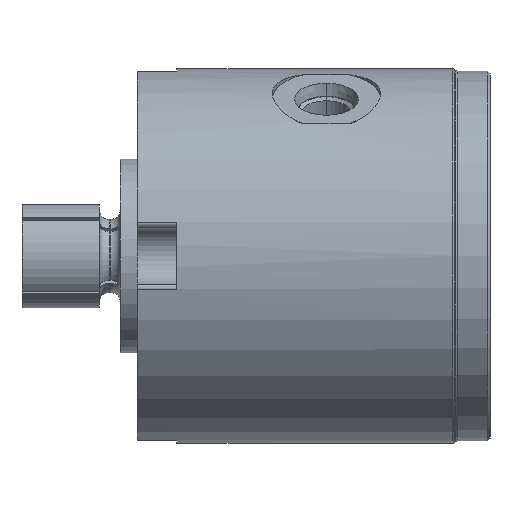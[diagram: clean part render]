
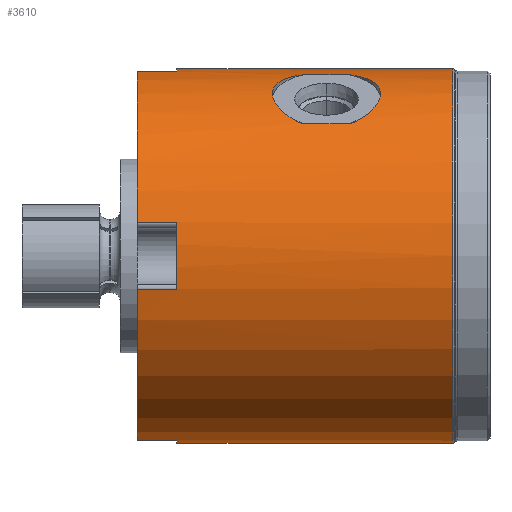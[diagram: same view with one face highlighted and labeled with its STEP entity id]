
A CAD part, top view. The second image highlights one B-rep face of the part: STEP entity #3610.
In plain terms, the highlighted cylindrical face has radius 36.271 mm (diameter 72.542 mm), a partial arc.
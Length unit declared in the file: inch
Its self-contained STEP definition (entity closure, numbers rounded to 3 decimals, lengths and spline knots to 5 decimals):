
#215=CARTESIAN_POINT('',(-1.41879,1.38067,0.36462));
#216=CARTESIAN_POINT('',(-1.43382,1.37883,0.37157));
#217=CARTESIAN_POINT('',(-1.4629,1.37461,0.38713));
#218=CARTESIAN_POINT('',(-1.50391,1.36631,0.4156));
#219=CARTESIAN_POINT('',(-1.54119,1.35592,0.44846));
#220=CARTESIAN_POINT('',(-1.57411,1.34333,0.48497));
#221=CARTESIAN_POINT('',(-1.60205,1.32853,0.52424));
#222=CARTESIAN_POINT('',(-1.62465,1.31155,0.56542));
#223=CARTESIAN_POINT('',(-1.64168,1.29252,0.60771));
#224=CARTESIAN_POINT('',(-1.65305,1.27157,0.65044));
#225=CARTESIAN_POINT('',(-1.65874,1.24887,0.69304));
#226=CARTESIAN_POINT('',(-1.65874,1.22462,0.73503));
#227=CARTESIAN_POINT('',(-1.65305,1.19908,0.77599));
#228=CARTESIAN_POINT('',(-1.64168,1.17256,0.8155));
#229=CARTESIAN_POINT('',(-1.62465,1.14545,0.85313));
#230=CARTESIAN_POINT('',(-1.60205,1.11827,0.88842));
#231=CARTESIAN_POINT('',(-1.57411,1.09166,0.92088));
#232=CARTESIAN_POINT('',(-1.54119,1.06634,0.95003));
#233=CARTESIAN_POINT('',(-1.50391,1.04307,0.97546));
#234=CARTESIAN_POINT('',(-1.4629,1.02257,0.99688));
#235=CARTESIAN_POINT('',(-1.43382,1.0112,1.00832));
#236=CARTESIAN_POINT('',(-1.41879,1.0061,1.01338));
#238=CARTESIAN_POINT('',(-1.07321,1.0061,1.01338));
#239=CARTESIAN_POINT('',(-1.05818,1.0112,1.00832));
#240=CARTESIAN_POINT('',(-1.0291,1.02257,0.99688));
#241=CARTESIAN_POINT('',(-0.98809,1.04307,
0.97546));
#242=CARTESIAN_POINT('',(-0.95081,1.06634,
0.95003));
#243=CARTESIAN_POINT('',(-0.91789,1.09166,
0.92088));
#244=CARTESIAN_POINT('',(-0.88995,1.11827,
0.88842));
#245=CARTESIAN_POINT('',(-0.86735,1.14545,
0.85313));
#246=CARTESIAN_POINT('',(-0.85032,1.17256,
0.8155));
#247=CARTESIAN_POINT('',(-0.83895,1.19908,
0.77599));
#248=CARTESIAN_POINT('',(-0.83326,1.22462,
0.73503));
#249=CARTESIAN_POINT('',(-0.83326,1.24887,
0.69304));
#250=CARTESIAN_POINT('',(-0.83895,1.27157,
0.65044));
#251=CARTESIAN_POINT('',(-0.85032,1.29252,
0.60771));
#252=CARTESIAN_POINT('',(-0.86735,1.31155,
0.56542));
#253=CARTESIAN_POINT('',(-0.88995,1.32853,
0.52424));
#254=CARTESIAN_POINT('',(-0.91789,1.34333,
0.48497));
#255=CARTESIAN_POINT('',(-0.95081,1.35592,
0.44846));
#256=CARTESIAN_POINT('',(-0.98809,1.36631,
0.4156));
#257=CARTESIAN_POINT('',(-1.0291,1.37461,0.38713));
#258=CARTESIAN_POINT('',(-1.05818,1.37883,0.37157));
#259=CARTESIAN_POINT('',(-1.07321,1.38067,0.36462));
#261=CARTESIAN_POINT('',(-0.28491,0.,0.));
#262=DIRECTION('',(-1.,0.,0.));
#263=DIRECTION('',(0.,-1.,0.));
#264=AXIS2_PLACEMENT_3D('',#261,#262,#263);
#266=CARTESIAN_POINT('',(-2.386,0.,0.));
#267=DIRECTION('',(1.,0.,0.));
#268=DIRECTION('',(0.,-0.984,0.178));
#269=AXIS2_PLACEMENT_3D('',#266,#267,#268);
#271=DIRECTION('',(1.,0.,0.));
#272=VECTOR('',#271,0.3);
#273=CARTESIAN_POINT('',(-2.686,-1.40517,0.25434));
#274=LINE('',#273,#272);
#275=DIRECTION('',(1.,0.,0.));
#276=VECTOR('',#275,0.3);
#277=CARTESIAN_POINT('',(-2.686,-0.25434,1.40517));
#278=LINE('',#277,#276);
#279=CARTESIAN_POINT('',(-2.386,0.,0.));
#280=DIRECTION('',(1.,0.,0.));
#281=DIRECTION('',(0.,0.178,0.984));
#282=AXIS2_PLACEMENT_3D('',#279,#280,#281);
#284=DIRECTION('',(1.,0.,0.));
#285=VECTOR('',#284,0.3);
#286=CARTESIAN_POINT('',(-2.686,0.25434,1.40517));
#287=LINE('',#286,#285);
#288=DIRECTION('',(1.,0.,0.));
#289=VECTOR('',#288,0.3);
#290=CARTESIAN_POINT('',(-2.686,1.40517,0.25434));
#291=LINE('',#290,#289);
#292=CARTESIAN_POINT('',(-2.386,0.,0.));
#293=DIRECTION('',(1.,0.,0.));
#294=DIRECTION('',(0.,1.,0.));
#295=AXIS2_PLACEMENT_3D('',#292,#293,#294);
#307=DIRECTION('',(1.,0.,0.));
#308=VECTOR('',#307,0.34558);
#309=CARTESIAN_POINT('',(-1.41879,1.38067,0.36462));
#310=LINE('',#309,#308);
#311=DIRECTION('',(1.,0.,0.));
#312=VECTOR('',#311,0.34558);
#313=CARTESIAN_POINT('',(-1.41879,1.0061,1.01338));
#314=LINE('',#313,#312);
#438=DIRECTION('',(-1.,0.,0.));
#439=VECTOR('',#438,2.10109);
#440=CARTESIAN_POINT('',(-0.28491,1.428,0.));
#441=LINE('',#440,#439);
#473=DIRECTION('',(-1.,0.,0.));
#474=VECTOR('',#473,2.10109);
#475=CARTESIAN_POINT('',(-0.28491,-1.428,0.));
#476=LINE('',#475,#474);
#687=CARTESIAN_POINT('',(-2.686,0.,0.));
#688=DIRECTION('',(1.,0.,0.));
#689=DIRECTION('',(0.,0.984,0.178));
#690=AXIS2_PLACEMENT_3D('',#687,#688,#689);
#715=CARTESIAN_POINT('',(-2.686,0.,0.));
#716=DIRECTION('',(1.,0.,0.));
#717=DIRECTION('',(0.,-0.178,0.984));
#718=AXIS2_PLACEMENT_3D('',#715,#716,#717);
#2744=CARTESIAN_POINT('',(-2.386,1.40517,0.25434));
#2745=VERTEX_POINT('',#2744);
#2772=CARTESIAN_POINT('',(-2.386,-0.25434,1.40517));
#2773=VERTEX_POINT('',#2772);
#2774=CARTESIAN_POINT('',(-2.386,0.25434,1.40517));
#2775=VERTEX_POINT('',#2774);
#2802=CARTESIAN_POINT('',(-2.386,-1.40517,0.25434));
#2803=VERTEX_POINT('',#2802);
#2812=CARTESIAN_POINT('',(-2.386,1.428,0.));
#2813=VERTEX_POINT('',#2812);
#2814=CARTESIAN_POINT('',(-2.686,1.40517,0.25434));
#2815=VERTEX_POINT('',#2814);
#2822=CARTESIAN_POINT('',(-2.686,-0.25434,1.40517));
#2823=VERTEX_POINT('',#2822);
#2824=CARTESIAN_POINT('',(-2.686,0.25434,1.40517));
#2825=VERTEX_POINT('',#2824);
#2830=CARTESIAN_POINT('',(-2.386,-1.428,0.));
#2831=VERTEX_POINT('',#2830);
#2832=CARTESIAN_POINT('',(-2.686,-1.40517,0.25434));
#2833=VERTEX_POINT('',#2832);
#2856=CARTESIAN_POINT('',(-0.28491,1.428,0.));
#2857=CARTESIAN_POINT('',(-0.28491,-1.428,0.));
#2858=VERTEX_POINT('',#2856);
#2859=VERTEX_POINT('',#2857);
#2918=CARTESIAN_POINT('',(-1.41879,1.38067,
0.36462));
#2919=CARTESIAN_POINT('',(-1.41879,1.0061,1.01338));
#2920=VERTEX_POINT('',#2918);
#2921=VERTEX_POINT('',#2919);
#2922=CARTESIAN_POINT('',(-1.07321,1.38067,
0.36462));
#2923=CARTESIAN_POINT('',(-1.07321,1.0061,1.01338));
#2924=VERTEX_POINT('',#2922);
#2925=VERTEX_POINT('',#2923);
#3570=CARTESIAN_POINT('',(-2.8203,0.,0.));
#3571=DIRECTION('',(1.,0.,0.));
#3572=DIRECTION('',(0.,-1.,0.));
#3573=AXIS2_PLACEMENT_3D('',#3570,#3571,#3572);
#3574=CYLINDRICAL_SURFACE('',#3573,1.428);
#3575=ORIENTED_EDGE('',*,*,#3560,.F.);
#3577=ORIENTED_EDGE('',*,*,#3576,.T.);
#3579=ORIENTED_EDGE('',*,*,#3578,.F.);
#3581=ORIENTED_EDGE('',*,*,#3580,.F.);
#3583=ORIENTED_EDGE('',*,*,#3582,.F.);
#3585=ORIENTED_EDGE('',*,*,#3584,.T.);
#3587=ORIENTED_EDGE('',*,*,#3586,.F.);
#3589=ORIENTED_EDGE('',*,*,#3588,.F.);
#3591=ORIENTED_EDGE('',*,*,#3590,.F.);
#3593=ORIENTED_EDGE('',*,*,#3592,.T.);
#3595=ORIENTED_EDGE('',*,*,#3594,.F.);
#3597=ORIENTED_EDGE('',*,*,#3596,.F.);
#3598=EDGE_LOOP('',(#3575,#3577,#3579,#3581,#3583,#3585,#3587,#3589,#3591,#3593,
#3595,#3597));
#3599=FACE_OUTER_BOUND('',#3598,.F.);
#3601=ORIENTED_EDGE('',*,*,#3600,.F.);
#3603=ORIENTED_EDGE('',*,*,#3602,.T.);
#3605=ORIENTED_EDGE('',*,*,#3604,.T.);
#3607=ORIENTED_EDGE('',*,*,#3606,.T.);
#3608=EDGE_LOOP('',(#3601,#3603,#3605,#3607));
#3609=FACE_BOUND('',#3608,.F.);
#237=B_SPLINE_CURVE_WITH_KNOTS('',3,(#215,#216,#217,#218,#219,#220,#221,#222,
#223,#224,#225,#226,#227,#228,#229,#230,#231,#232,#233,#234,#235,#236),
.UNSPECIFIED.,.F.,.F.,(4,1,1,1,1,1,1,1,1,1,1,1,1,1,1,1,1,1,1,4),(0.,
0.05263,0.10526,0.15789,0.21053,
0.26316,0.31579,0.36842,0.42105,
0.47368,0.52632,0.57895,0.63158,
0.68421,0.73684,0.78947,0.84211,
0.89474,0.94737,1.),.UNSPECIFIED.);
#260=B_SPLINE_CURVE_WITH_KNOTS('',3,(#238,#239,#240,#241,#242,#243,#244,#245,
#246,#247,#248,#249,#250,#251,#252,#253,#254,#255,#256,#257,#258,#259),
.UNSPECIFIED.,.F.,.F.,(4,1,1,1,1,1,1,1,1,1,1,1,1,1,1,1,1,1,1,4),(0.,
0.05263,0.10526,0.15789,0.21053,
0.26316,0.31579,0.36842,0.42105,
0.47368,0.52632,0.57895,0.63158,
0.68421,0.73684,0.78947,0.84211,
0.89474,0.94737,1.),.UNSPECIFIED.);
#265=CIRCLE('',#264,1.428);
#270=CIRCLE('',#269,1.428);
#283=CIRCLE('',#282,1.428);
#296=CIRCLE('',#295,1.428);
#691=CIRCLE('',#690,1.428);
#719=CIRCLE('',#718,1.428);
#3560=EDGE_CURVE('',#2859,#2858,#265,.T.);
#3576=EDGE_CURVE('',#2859,#2831,#476,.T.);
#3578=EDGE_CURVE('',#2803,#2831,#270,.T.);
#3580=EDGE_CURVE('',#2833,#2803,#274,.T.);
#3582=EDGE_CURVE('',#2823,#2833,#719,.T.);
#3584=EDGE_CURVE('',#2823,#2773,#278,.T.);
#3586=EDGE_CURVE('',#2775,#2773,#283,.T.);
#3588=EDGE_CURVE('',#2825,#2775,#287,.T.);
#3590=EDGE_CURVE('',#2815,#2825,#691,.T.);
#3592=EDGE_CURVE('',#2815,#2745,#291,.T.);
#3594=EDGE_CURVE('',#2813,#2745,#296,.T.);
#3596=EDGE_CURVE('',#2858,#2813,#441,.T.);
#3600=EDGE_CURVE('',#2920,#2924,#310,.T.);
#3602=EDGE_CURVE('',#2920,#2921,#237,.T.);
#3604=EDGE_CURVE('',#2921,#2925,#314,.T.);
#3606=EDGE_CURVE('',#2925,#2924,#260,.T.);
#3610=ADVANCED_FACE('',(#3599,#3609),#3574,.T.);
